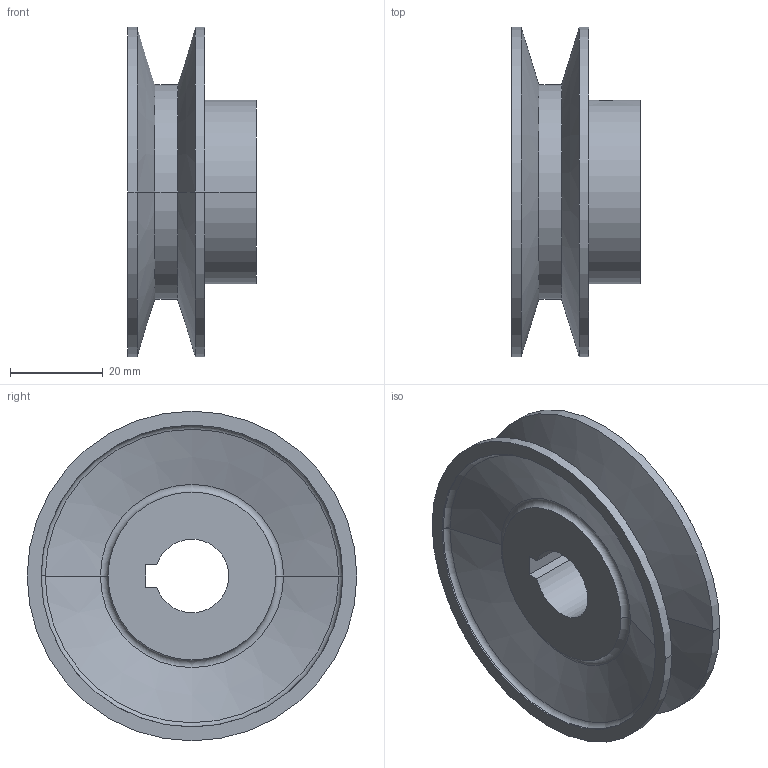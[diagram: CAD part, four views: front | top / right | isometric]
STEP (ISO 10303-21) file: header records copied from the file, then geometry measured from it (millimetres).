
FILE_DESCRIPTION (( 'STEP AP203' ), '1' );
FILE_NAME ('B003N17K1U.3D.STEP', '2013-05-09T06:25:47', ( '' ), ( '' ), 'SwSTEP 2.0', 'SolidWorks 2010', '' );
FILE_SCHEMA (( 'CONFIG_CONTROL_DESIGN' ));
Length unit declared in the file: millimetre
Products named in the file (1): B003N17K1U.3D
Bounding box: 27.79 x 71.12 x 71.12 mm (x, y, z)
Volume: 37107.8 mm3; surface area: 17745.9 mm2
Topology: 1 solids, 1 shells, 95 faces, 254 edges, 162 vertices
Faces by surface type: cylinder 65, torus 12, cone 8, plane 7, bspline 3
Entity records: 6400 total; most frequent: CARTESIAN_POINT 4146, ORIENTED_EDGE 508, DIRECTION 379, EDGE_CURVE 254, VERTEX_POINT 162, AXIS2_PLACEMENT_3D 149, B_SPLINE_CURVE_WITH_KNOTS 113, EDGE_LOOP 100
